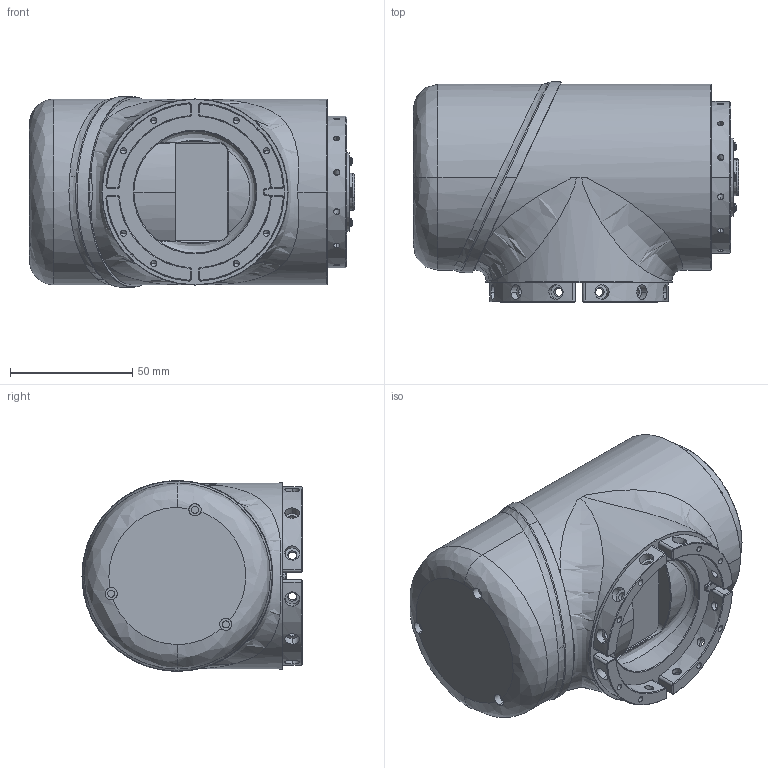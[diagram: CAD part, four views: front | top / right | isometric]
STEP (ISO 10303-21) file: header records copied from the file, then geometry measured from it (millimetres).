
FILE_DESCRIPTION (( 'STEP AP203' ), '1' );
FILE_NAME ('3211401-000000-002 RJSII-14壽誹L倰-RevC2.STEP', '2023-04-19T01:53:52', ( '' ), ( '' ), 'SwSTEP 2.0', 'SolidWorks 2016', '' );
FILE_SCHEMA (( 'CONFIG_CONTROL_DESIGN' ));
Products named in the file (1): 3211401-000000-002 RJSII-14壽誹L倰-RevC2
Bounding box: 132.95 x 90 x 78 mm (x, y, z)
Volume: 588670.4 mm3; surface area: 79756.1 mm2
Topology: 19 solids, 36 shells, 1298 faces, 3114 edges, 1898 vertices
Faces by surface type: cylinder 482, plane 432, cone 247, torus 90, bspline 31, sphere 16
Entity records: 48585 total; most frequent: CARTESIAN_POINT 18271, DIRECTION 6615, ORIENTED_EDGE 6060, EDGE_CURVE 3030, AXIS2_PLACEMENT_3D 2612, VERTEX_POINT 1898, EDGE_LOOP 1488, LINE 1391
